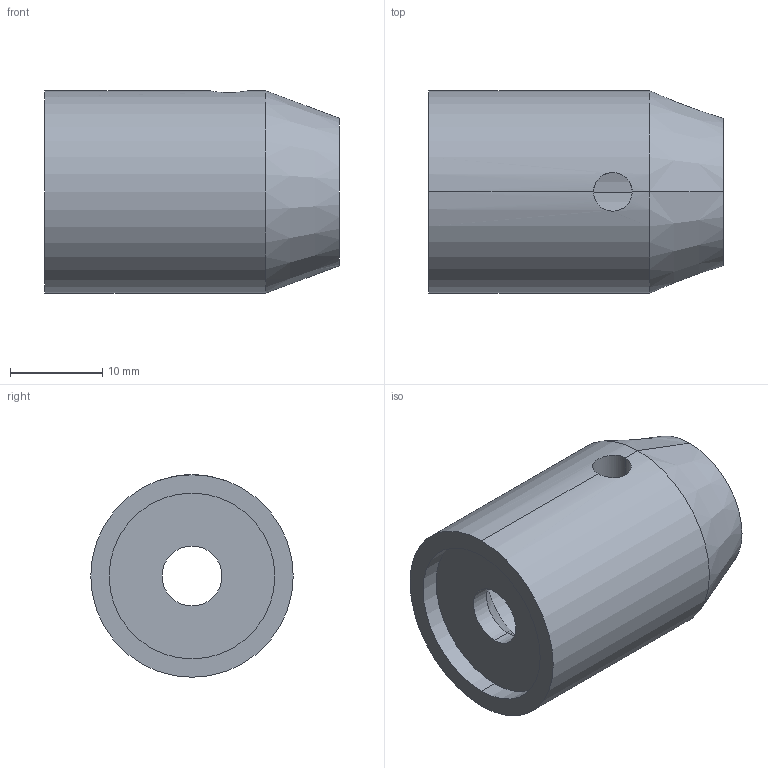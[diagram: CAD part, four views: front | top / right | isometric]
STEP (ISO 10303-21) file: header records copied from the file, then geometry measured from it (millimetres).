
FILE_DESCRIPTION (( 'STEP AP203' ), '1' );
FILE_NAME ('0100000000005970_25_A_0850-000.STEP', '2022-03-04T12:12:44', ( '' ), ( '' ), 'SwSTEP 2.0', 'SolidWorks 2019', '' );
FILE_SCHEMA (( 'CONFIG_CONTROL_DESIGN' ));
Length unit declared in the file: millimetre
Products named in the file (1): 0100000000005970_25_A_0850-000
Bounding box: 32 x 22 x 22 mm (x, y, z)
Volume: 7480.9 mm3; surface area: 3892.1 mm2
Topology: 1 solids, 1 shells, 17 faces, 38 edges, 22 vertices
Faces by surface type: cylinder 10, cone 4, plane 3
Entity records: 661 total; most frequent: CARTESIAN_POINT 192, DIRECTION 88, ORIENTED_EDGE 76, EDGE_CURVE 38, AXIS2_PLACEMENT_3D 36, VERTEX_POINT 22, EDGE_LOOP 20, CIRCLE 18
